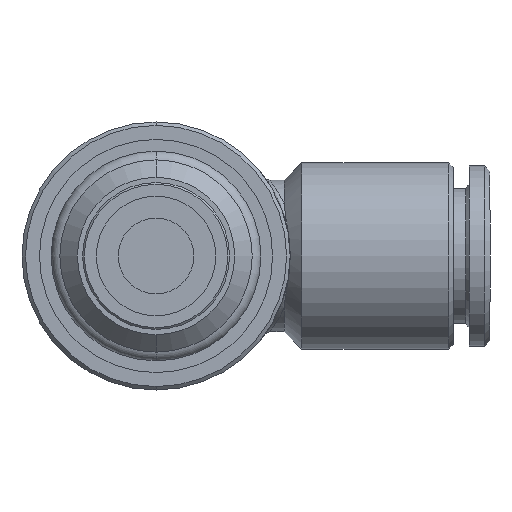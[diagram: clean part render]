
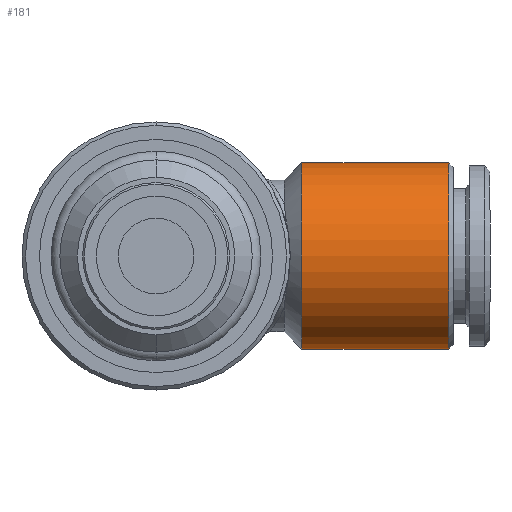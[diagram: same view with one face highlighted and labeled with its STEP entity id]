
A CAD part, front view. The second image highlights one B-rep face of the part: STEP entity #181.
In plain terms, the highlighted cylindrical face has radius 8 mm (diameter 16 mm), a partial arc.
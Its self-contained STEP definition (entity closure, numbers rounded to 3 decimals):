
#78 = ORIENTED_EDGE ( 'NONE', *, *, #79, .T. ) ;
#79 = EDGE_CURVE ( 'NONE', #943, #1072, #1290, .T. ) ;
#80 = ORIENTED_EDGE ( 'NONE', *, *, #1089, .T. ) ;
#88 = EDGE_LOOP ( 'NONE', ( #135, #78, #80, #235 ) ) ;
#135 = ORIENTED_EDGE ( 'NONE', *, *, #1094, .F. ) ;
#180 = EDGE_CURVE ( 'NONE', #1101, #1114, #1973, .T. ) ;
#181 = ADVANCED_FACE ( 'NONE', ( #1961 ), #1980, .T. ) ;
#235 = ORIENTED_EDGE ( 'NONE', *, *, #180, .F. ) ;
#943 = VERTEX_POINT ( 'NONE', #3858 ) ;
#1072 = VERTEX_POINT ( 'NONE', #4159 ) ;
#1089 = EDGE_CURVE ( 'NONE', #1072, #1114, #4229, .T. ) ;
#1094 = EDGE_CURVE ( 'NONE', #943, #1101, #4248, .T. ) ;
#1101 = VERTEX_POINT ( 'NONE', #4226 ) ;
#1114 = VERTEX_POINT ( 'NONE', #4298 ) ;
#1286 = DIRECTION ( 'NONE',  ( 0., 0., 1. ) ) ;
#1287 = DIRECTION ( 'NONE',  ( -1., 0., 0. ) ) ;
#1288 = CARTESIAN_POINT ( 'NONE',  ( 25.1, 20.3, 0. ) ) ;
#1289 = AXIS2_PLACEMENT_3D ( 'NONE', #1288, #1287, #1286 ) ;
#1290 = CIRCLE ( 'NONE', #1289, 8. ) ;
#1961 = FACE_OUTER_BOUND ( 'NONE', #88, .T. ) ;
#1963 = AXIS2_PLACEMENT_3D ( 'NONE', #1974, #1972, #2020 ) ;
#1972 = DIRECTION ( 'NONE',  ( -1., 0., 0. ) ) ;
#1973 = CIRCLE ( 'NONE', #1963, 8. ) ;
#1974 = CARTESIAN_POINT ( 'NONE',  ( 12.5, 20.3, 0. ) ) ;
#1975 = DIRECTION ( 'NONE',  ( 0., 0., 1. ) ) ;
#1980 = CYLINDRICAL_SURFACE ( 'NONE', #2017, 8. ) ;
#2011 = DIRECTION ( 'NONE',  ( -1., 0., 0. ) ) ;
#2012 = CARTESIAN_POINT ( 'NONE',  ( -5.577, 20.3, 0. ) ) ;
#2017 = AXIS2_PLACEMENT_3D ( 'NONE', #2012, #2011, #1975 ) ;
#2020 = DIRECTION ( 'NONE',  ( 0., 0., 1. ) ) ;
#3858 = CARTESIAN_POINT ( 'NONE',  ( 25.1, 20.3, -8. ) ) ;
#4159 = CARTESIAN_POINT ( 'NONE',  ( 25.1, 20.3, 8. ) ) ;
#4201 = DIRECTION ( 'NONE',  ( -1., 0., 0. ) ) ;
#4226 = CARTESIAN_POINT ( 'NONE',  ( 12.5, 20.3, -8. ) ) ;
#4229 = LINE ( 'NONE', #4297, #4254 ) ;
#4246 = VECTOR ( 'NONE', #4288, 1000. ) ;
#4247 = CARTESIAN_POINT ( 'NONE',  ( -5.577, 20.3, -8. ) ) ;
#4248 = LINE ( 'NONE', #4247, #4246 ) ;
#4254 = VECTOR ( 'NONE', #4201, 1000. ) ;
#4288 = DIRECTION ( 'NONE',  ( -1., 0., 0. ) ) ;
#4297 = CARTESIAN_POINT ( 'NONE',  ( -5.577, 20.3, 8. ) ) ;
#4298 = CARTESIAN_POINT ( 'NONE',  ( 12.5, 20.3, 8. ) ) ;
